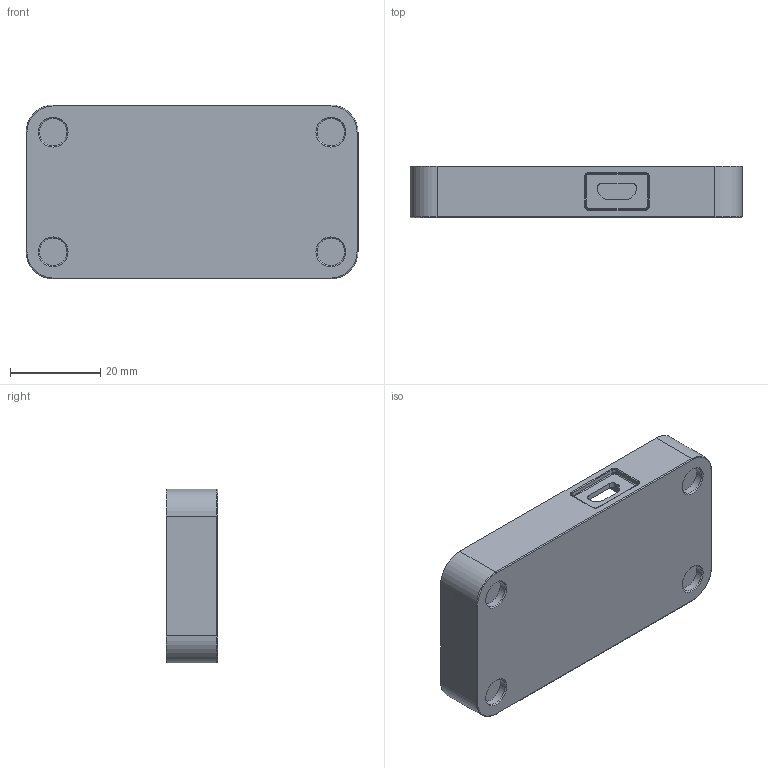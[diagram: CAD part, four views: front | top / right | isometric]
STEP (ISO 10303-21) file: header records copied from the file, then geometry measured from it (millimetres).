
FILE_DESCRIPTION(/* description */ (''),/* implementation_level */ '2;1');
FILE_NAME(/* name */ 'Bottom.step',/* time_stamp */ '2023-11-11T14:20:11-08:00',/* author */ (''),/* organization */ (''),/* preprocessor_version */ 'ST-DEVELOPER v20',/* originating_system */ 'Autodesk Translation Framework v12.14.0.127',/* authorisation */ '');
FILE_SCHEMA (('AUTOMOTIVE_DESIGN { 1 0 10303 214 3 1 1 }'));
Length unit declared in the file: millimetre
Products named in the file (1): Bottom
Bounding box: 73.5 x 11.4 x 38.5 mm (x, y, z)
Volume: 13606.8 mm3; surface area: 9927.3 mm2
Topology: 1 solids, 1 shells, 143 faces, 352 edges, 224 vertices
Faces by surface type: plane 73, cylinder 54, torus 12, cone 4
Full cylindrical faces by diameter (mm): 2.35 x2, 6.1 x4
Entity records: 4262 total; most frequent: DIRECTION 768, CARTESIAN_POINT 720, ORIENTED_EDGE 704, EDGE_CURVE 352, AXIS2_PLACEMENT_3D 272, LINE 224, VECTOR 224, VERTEX_POINT 224
